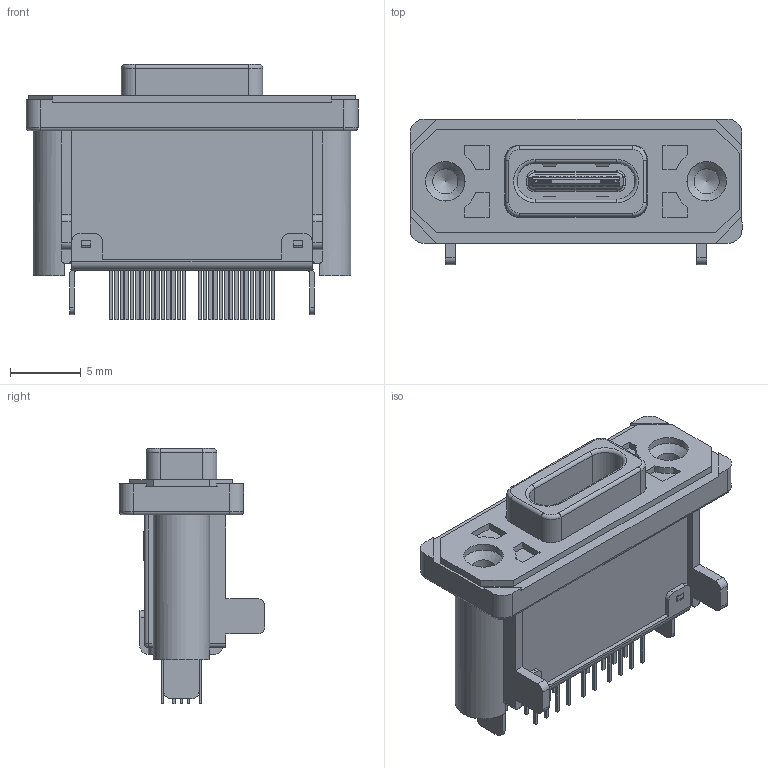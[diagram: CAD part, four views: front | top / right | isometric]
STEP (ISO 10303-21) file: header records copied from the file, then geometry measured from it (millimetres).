
FILE_DESCRIPTION (( 'STEP AP214' ), '1' );
FILE_NAME ('M-MUSBR-M5C1-X0-REVT3.STEP', '2015-09-17T14:13:20', ( '' ), ( '' ), 'SwSTEP 2.0', 'SolidWorks 2014', '' );
FILE_SCHEMA (( 'AUTOMOTIVE_DESIGN' ));
Length unit declared in the file: millimetre
Products named in the file (1): M-MUSBR-M5C1-X0-REVT3
Bounding box: 23.5 x 10.3 x 18.05 mm (x, y, z)
Volume: 1569.8 mm3; surface area: 1656.5 mm2
Topology: 1 solids, 1 shells, 956 faces, 2552 edges, 1662 vertices
Faces by surface type: plane 712, cylinder 154, bspline 66, torus 18, cone 4, sphere 2
Full cylindrical faces by diameter (mm): 1.778 x2, 2.8 x2
Entity records: 31924 total; most frequent: CARTESIAN_POINT 8485, ORIENTED_EDGE 5080, DIRECTION 4400, EDGE_CURVE 2540, LINE 2042, VECTOR 2042, VERTEX_POINT 1660, AXIS2_PLACEMENT_3D 1179
